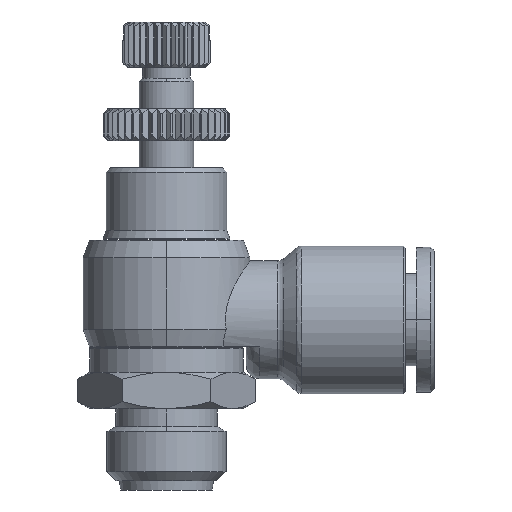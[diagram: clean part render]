
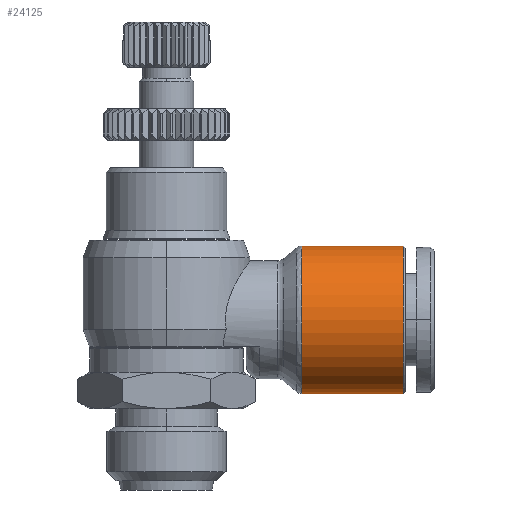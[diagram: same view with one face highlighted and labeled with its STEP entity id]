
A CAD part, front view. The second image highlights one B-rep face of the part: STEP entity #24125.
In plain terms, the highlighted cylindrical face has radius 8.15 mm (diameter 16.3 mm), a partial arc.
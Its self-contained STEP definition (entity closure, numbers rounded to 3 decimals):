
#8 = CIRCLE ( 'NONE', #1793, 8.15 ) ;
#1793 = AXIS2_PLACEMENT_3D ( 'NONE', #8458, #13948, #8689 ) ;
#4652 = EDGE_CURVE ( 'NONE', #9866, #17638, #14585, .T. ) ;
#5741 = CARTESIAN_POINT ( 'NONE',  ( 39.883, 17.287, 11.805 ) ) ;
#6830 = ORIENTED_EDGE ( 'NONE', *, *, #30678, .T. ) ;
#7168 = DIRECTION ( 'NONE',  ( -1., 0., 0. ) ) ;
#7467 = DIRECTION ( 'NONE',  ( 0., 0., 1. ) ) ;
#8458 = CARTESIAN_POINT ( 'NONE',  ( 51.074, 17.287, 3.655 ) ) ;
#8666 = ORIENTED_EDGE ( 'NONE', *, *, #20834, .T. ) ;
#8689 = DIRECTION ( 'NONE',  ( 0., 0., 1. ) ) ;
#8933 = EDGE_LOOP ( 'NONE', ( #29657, #23749, #8666, #6830 ) ) ;
#9866 = VERTEX_POINT ( 'NONE', #28746 ) ;
#12654 = LINE ( 'NONE', #22907, #31443 ) ;
#12864 = CARTESIAN_POINT ( 'NONE',  ( 44.524, 17.287, 3.655 ) ) ;
#13088 = DIRECTION ( 'NONE',  ( -1., 0., 0. ) ) ;
#13194 = DIRECTION ( 'NONE',  ( 0., 0., 1. ) ) ;
#13299 = CARTESIAN_POINT ( 'NONE',  ( 39.883, 17.287, -4.495 ) ) ;
#13948 = DIRECTION ( 'NONE',  ( 1., 0., 0. ) ) ;
#14585 = LINE ( 'NONE', #15623, #22515 ) ;
#15288 = CARTESIAN_POINT ( 'NONE',  ( 39.883, 17.287, 3.655 ) ) ;
#15623 = CARTESIAN_POINT ( 'NONE',  ( 44.524, 17.287, -4.495 ) ) ;
#16037 = VERTEX_POINT ( 'NONE', #26373 ) ;
#17638 = VERTEX_POINT ( 'NONE', #13299 ) ;
#17848 = DIRECTION ( 'NONE',  ( 1., 0., 0. ) ) ;
#17940 = AXIS2_PLACEMENT_3D ( 'NONE', #12864, #13088, #13194 ) ;
#20834 = EDGE_CURVE ( 'NONE', #16037, #28128, #12654, .T. ) ;
#22515 = VECTOR ( 'NONE', #23678, 1000. ) ;
#22903 = CIRCLE ( 'NONE', #23545, 8.15 ) ;
#22907 = CARTESIAN_POINT ( 'NONE',  ( 44.524, 17.287, 11.805 ) ) ;
#23545 = AXIS2_PLACEMENT_3D ( 'NONE', #15288, #17848, #7467 ) ;
#23678 = DIRECTION ( 'NONE',  ( -1., 0., 0. ) ) ;
#23749 = ORIENTED_EDGE ( 'NONE', *, *, #29296, .F. ) ;
#24125 = ADVANCED_FACE ( 'NONE', ( #24818 ), #30288, .T. ) ;
#24818 = FACE_OUTER_BOUND ( 'NONE', #8933, .T. ) ;
#26373 = CARTESIAN_POINT ( 'NONE',  ( 51.074, 17.287, 11.805 ) ) ;
#28128 = VERTEX_POINT ( 'NONE', #5741 ) ;
#28746 = CARTESIAN_POINT ( 'NONE',  ( 51.074, 17.287, -4.495 ) ) ;
#29296 = EDGE_CURVE ( 'NONE', #16037, #9866, #8, .T. ) ;
#29657 = ORIENTED_EDGE ( 'NONE', *, *, #4652, .F. ) ;
#30288 = CYLINDRICAL_SURFACE ( 'NONE', #17940, 8.15 ) ;
#30678 = EDGE_CURVE ( 'NONE', #28128, #17638, #22903, .T. ) ;
#31443 = VECTOR ( 'NONE', #7168, 1000. ) ;
